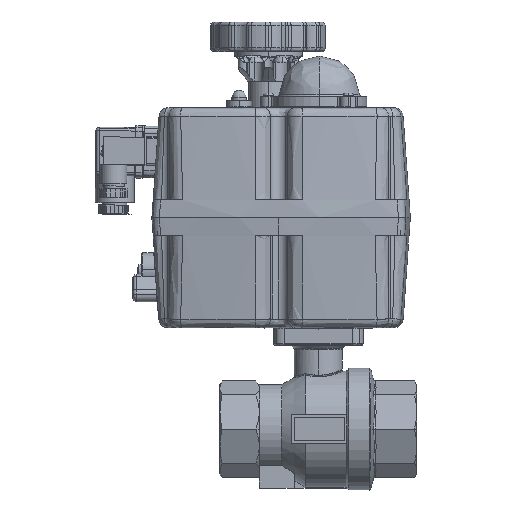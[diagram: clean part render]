
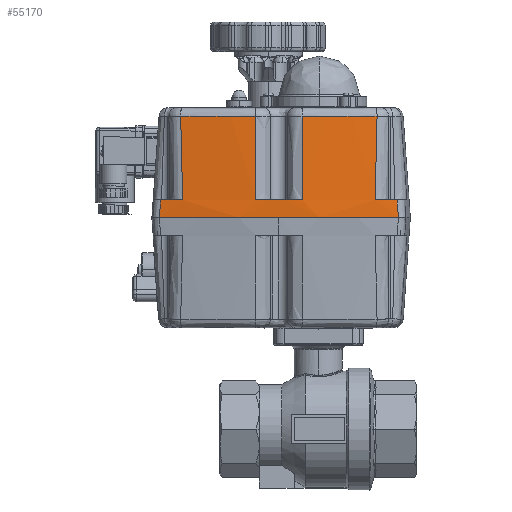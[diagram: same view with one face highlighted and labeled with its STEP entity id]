
A CAD part, top view. The second image highlights one B-rep face of the part: STEP entity #55170.
In plain terms, the highlighted conical face has half-angle 4 degrees and reference radius 403.75 mm.
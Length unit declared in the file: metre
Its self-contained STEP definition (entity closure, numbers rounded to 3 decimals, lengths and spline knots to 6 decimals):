
#1596 = EDGE_CURVE ( 'NONE', #108548, #111120, #69122, .T. ) ;
#2755 = CARTESIAN_POINT ( 'NONE',  ( -0.078647, 0.119432, 0.161851 ) ) ;
#4679 = VERTEX_POINT ( 'NONE', #111871 ) ;
#5267 = ORIENTED_EDGE ( 'NONE', *, *, #27940, .T. ) ;
#6965 = AXIS2_PLACEMENT_3D ( 'NONE', #20166, #119800, #41439 ) ;
#7205 = CARTESIAN_POINT ( 'NONE',  ( -0.065618, 0.072583, -0.237712 ) ) ;
#9154 = AXIS2_PLACEMENT_3D ( 'NONE', #7205, #51832, #96440 ) ;
#9601 = EDGE_LOOP ( 'NONE', ( #5267, #138424, #11592, #106113, #118356, #54711, #94857, #24134, #116301, #80263, #125477, #34077 ) ) ;
#9788 = CIRCLE ( 'NONE', #86872, 0.403051 ) ;
#10307 = CARTESIAN_POINT ( 'NONE',  ( -0.052589, 0.119432, 0.161851 ) ) ;
#11339 = DIRECTION ( 'NONE',  ( 0., -1., 0. ) ) ;
#11592 = ORIENTED_EDGE ( 'NONE', *, *, #17045, .T. ) ;
#12249 = CARTESIAN_POINT ( 'NONE',  ( -0.078646, 0.103815, 0.162943 ) ) ;
#14705 = EDGE_CURVE ( 'NONE', #73845, #29103, #130910, .T. ) ;
#14966 = CARTESIAN_POINT ( 'NONE',  ( -0.065618, 0.062583, -0.237712 ) ) ;
#15048 = EDGE_CURVE ( 'NONE', #138314, #42337, #129862, .T. ) ;
#17045 = EDGE_CURVE ( 'NONE', #4679, #58744, #123095, .T. ) ;
#20166 = CARTESIAN_POINT ( 'NONE',  ( -0.065618, 0.119432, -0.237712 ) ) ;
#21226 = DIRECTION ( 'NONE',  ( 1., 0., 0. ) ) ;
#24134 = ORIENTED_EDGE ( 'NONE', *, *, #92294, .T. ) ;
#24846 = CARTESIAN_POINT ( 'NONE',  ( -0.052589, 0.119432, 0.161851 ) ) ;
#27940 = EDGE_CURVE ( 'NONE', #103495, #30539, #104907, .T. ) ;
#29103 = VERTEX_POINT ( 'NONE', #73535 ) ;
#30096 = EDGE_CURVE ( 'NONE', #42337, #137709, #69931, .T. ) ;
#30539 = VERTEX_POINT ( 'NONE', #137761 ) ;
#33058 = B_SPLINE_CURVE_WITH_KNOTS ( 'NONE', 3,
 ( #41964, #54357, #108540, #97539 ),
 .UNSPECIFIED., .F., .F.,
 ( 4, 4 ),
 ( 0., 1. ),
 .UNSPECIFIED. ) ;
#34077 = ORIENTED_EDGE ( 'NONE', *, *, #79511, .T. ) ;
#35468 = CARTESIAN_POINT ( 'NONE',  ( -0.01123, 0.104863, 0.159375 ) ) ;
#36323 = CARTESIAN_POINT ( 'NONE',  ( -0.120528, 0.119432, 0.158274 ) ) ;
#38942 = EDGE_CURVE ( 'NONE', #58744, #77077, #75628, .T. ) ;
#38950 = CARTESIAN_POINT ( 'NONE',  ( 0.00079, 0.06925, 0.160067 ) ) ;
#39013 = CARTESIAN_POINT ( 'NONE',  ( 0.001219, 0.062583, 0.160468 ) ) ;
#41439 = DIRECTION ( 'NONE',  ( 1., 0., 0. ) ) ;
#41620 = CARTESIAN_POINT ( 'NONE',  ( -0.131984, 0.06925, 0.160074 ) ) ;
#41964 = CARTESIAN_POINT ( 'NONE',  ( -0.120528, 0.119432, 0.158274 ) ) ;
#42337 = VERTEX_POINT ( 'NONE', #2755 ) ;
#45970 = DIRECTION ( 'NONE',  ( 1., 0., 0. ) ) ;
#47867 = FACE_OUTER_BOUND ( 'NONE', #9601, .T. ) ;
#49920 = CARTESIAN_POINT ( 'NONE',  ( 0.001219, 0.062583, 0.160468 ) ) ;
#51532 = B_SPLINE_CURVE_WITH_KNOTS ( 'NONE', 3,
 ( #49920, #115796, #38950, #137774 ),
 .UNSPECIFIED., .F., .F.,
 ( 4, 4 ),
 ( 0., 1. ),
 .UNSPECIFIED. ) ;
#51832 = DIRECTION ( 'NONE',  ( 0., -1., 0. ) ) ;
#54357 = CARTESIAN_POINT ( 'NONE',  ( -0.120006, 0.104869, 0.159374 ) ) ;
#54630 = B_SPLINE_CURVE_WITH_KNOTS ( 'NONE', 3,
 ( #97203, #41620, #63565, #141915 ),
 .UNSPECIFIED., .F., .F.,
 ( 4, 4 ),
 ( 0., 1. ),
 .UNSPECIFIED. ) ;
#54711 = ORIENTED_EDGE ( 'NONE', *, *, #15048, .T. ) ;
#55170 = ADVANCED_FACE ( 'NONE', ( #47867 ), #136978, .T. ) ;
#57628 = CARTESIAN_POINT ( 'NONE',  ( -0.119432, 0.072583, 0.16173 ) ) ;
#58744 = VERTEX_POINT ( 'NONE', #10307 ) ;
#58878 = CARTESIAN_POINT ( 'NONE',  ( -0.010708, 0.119432, 0.158274 ) ) ;
#63182 = CARTESIAN_POINT ( 'NONE',  ( 0.000576, 0.072583, 0.159866 ) ) ;
#63233 = EDGE_CURVE ( 'NONE', #29103, #108548, #54630, .T. ) ;
#63565 = CARTESIAN_POINT ( 'NONE',  ( -0.13222, 0.065916, 0.160271 ) ) ;
#65972 = DIRECTION ( 'NONE',  ( 1., 0., 0. ) ) ;
#67785 = CARTESIAN_POINT ( 'NONE',  ( -0.078645, 0.072583, 0.165128 ) ) ;
#68727 = CARTESIAN_POINT ( 'NONE',  ( -0.052589, 0.088199, 0.164036 ) ) ;
#69122 = CIRCLE ( 'NONE', #87886, 0.40375 ) ;
#69931 = CIRCLE ( 'NONE', #6965, 0.399775 ) ;
#73535 = CARTESIAN_POINT ( 'NONE',  ( -0.131749, 0.072583, 0.159877 ) ) ;
#73845 = VERTEX_POINT ( 'NONE', #57628 ) ;
#75031 = EDGE_CURVE ( 'NONE', #77077, #138314, #9788, .T. ) ;
#75628 = B_SPLINE_CURVE_WITH_KNOTS ( 'NONE', 3,
 ( #24846, #123738, #68727, #102435 ),
 .UNSPECIFIED., .F., .F.,
 ( 4, 4 ),
 ( 0., 1. ),
 .UNSPECIFIED. ) ;
#77077 = VERTEX_POINT ( 'NONE', #142400 ) ;
#79511 = EDGE_CURVE ( 'NONE', #111120, #103495, #51532, .T. ) ;
#79527 = EDGE_CURVE ( 'NONE', #30539, #4679, #123036, .T. ) ;
#80263 = ORIENTED_EDGE ( 'NONE', *, *, #63233, .T. ) ;
#81482 = DIRECTION ( 'NONE',  ( 0., -1., 0. ) ) ;
#81493 = CARTESIAN_POINT ( 'NONE',  ( -0.011596, 0.089246, 0.160527 ) ) ;
#86872 = AXIS2_PLACEMENT_3D ( 'NONE', #133883, #144842, #45970 ) ;
#87886 = AXIS2_PLACEMENT_3D ( 'NONE', #96656, #141367, #21226 ) ;
#88650 = DIRECTION ( 'NONE',  ( 0., -1., 0. ) ) ;
#92294 = EDGE_CURVE ( 'NONE', #137709, #73845, #33058, .T. ) ;
#93990 = CARTESIAN_POINT ( 'NONE',  ( -0.011803, 0.072583, 0.16173 ) ) ;
#94857 = ORIENTED_EDGE ( 'NONE', *, *, #30096, .T. ) ;
#96440 = DIRECTION ( 'NONE',  ( 1., 0., 0. ) ) ;
#96656 = CARTESIAN_POINT ( 'NONE',  ( -0.065618, 0.062583, -0.237712 ) ) ;
#97203 = CARTESIAN_POINT ( 'NONE',  ( -0.131749, 0.072583, 0.159877 ) ) ;
#97539 = CARTESIAN_POINT ( 'NONE',  ( -0.119432, 0.072583, 0.16173 ) ) ;
#102435 = CARTESIAN_POINT ( 'NONE',  ( -0.05259, 0.072583, 0.165128 ) ) ;
#103495 = VERTEX_POINT ( 'NONE', #63182 ) ;
#104907 = CIRCLE ( 'NONE', #9154, 0.403051 ) ;
#106113 = ORIENTED_EDGE ( 'NONE', *, *, #38942, .T. ) ;
#106569 = AXIS2_PLACEMENT_3D ( 'NONE', #14966, #81482, #135764 ) ;
#108540 = CARTESIAN_POINT ( 'NONE',  ( -0.11964, 0.089253, 0.160526 ) ) ;
#108548 = VERTEX_POINT ( 'NONE', #119357 ) ;
#110878 = DIRECTION ( 'NONE',  ( 1., 0., 0. ) ) ;
#111120 = VERTEX_POINT ( 'NONE', #39013 ) ;
#111871 = CARTESIAN_POINT ( 'NONE',  ( -0.010708, 0.119432, 0.158274 ) ) ;
#112076 = CARTESIAN_POINT ( 'NONE',  ( -0.065618, 0.119432, -0.237712 ) ) ;
#112512 = CARTESIAN_POINT ( 'NONE',  ( -0.078646, 0.088199, 0.164036 ) ) ;
#115796 = CARTESIAN_POINT ( 'NONE',  ( 0.001005, 0.065916, 0.160267 ) ) ;
#116301 = ORIENTED_EDGE ( 'NONE', *, *, #14705, .T. ) ;
#118356 = ORIENTED_EDGE ( 'NONE', *, *, #75031, .T. ) ;
#119357 = CARTESIAN_POINT ( 'NONE',  ( -0.132455, 0.062583, 0.160468 ) ) ;
#119800 = DIRECTION ( 'NONE',  ( 0., -1., 0. ) ) ;
#120760 = AXIS2_PLACEMENT_3D ( 'NONE', #112076, #88650, #65972 ) ;
#122627 = CARTESIAN_POINT ( 'NONE',  ( -0.065618, 0.072583, -0.237712 ) ) ;
#123036 = B_SPLINE_CURVE_WITH_KNOTS ( 'NONE', 3,
 ( #93990, #81493, #35468, #58878 ),
 .UNSPECIFIED., .F., .F.,
 ( 4, 4 ),
 ( 0., 1. ),
 .UNSPECIFIED. ) ;
#123095 = CIRCLE ( 'NONE', #120760, 0.399775 ) ;
#123738 = CARTESIAN_POINT ( 'NONE',  ( -0.052589, 0.103815, 0.162943 ) ) ;
#125477 = ORIENTED_EDGE ( 'NONE', *, *, #1596, .T. ) ;
#129862 = B_SPLINE_CURVE_WITH_KNOTS ( 'NONE', 3,
 ( #67785, #112512, #12249, #139197 ),
 .UNSPECIFIED., .F., .F.,
 ( 4, 4 ),
 ( 0., 1. ),
 .UNSPECIFIED. ) ;
#130910 = CIRCLE ( 'NONE', #135533, 0.403051 ) ;
#133883 = CARTESIAN_POINT ( 'NONE',  ( -0.065618, 0.072583, -0.237712 ) ) ;
#135533 = AXIS2_PLACEMENT_3D ( 'NONE', #122627, #11339, #110878 ) ;
#135764 = DIRECTION ( 'NONE',  ( 0., 0., -1. ) ) ;
#136978 = CONICAL_SURFACE ( 'NONE', #106569, 0.40375, 0.07 ) ;
#137709 = VERTEX_POINT ( 'NONE', #36323 ) ;
#137761 = CARTESIAN_POINT ( 'NONE',  ( -0.011803, 0.072583, 0.16173 ) ) ;
#137774 = CARTESIAN_POINT ( 'NONE',  ( 0.000576, 0.072583, 0.159866 ) ) ;
#138314 = VERTEX_POINT ( 'NONE', #144500 ) ;
#138424 = ORIENTED_EDGE ( 'NONE', *, *, #79527, .T. ) ;
#139197 = CARTESIAN_POINT ( 'NONE',  ( -0.078647, 0.119432, 0.161851 ) ) ;
#141367 = DIRECTION ( 'NONE',  ( 0., 1., 0. ) ) ;
#141915 = CARTESIAN_POINT ( 'NONE',  ( -0.132455, 0.062583, 0.160468 ) ) ;
#142400 = CARTESIAN_POINT ( 'NONE',  ( -0.05259, 0.072583, 0.165128 ) ) ;
#144500 = CARTESIAN_POINT ( 'NONE',  ( -0.078645, 0.072583, 0.165128 ) ) ;
#144842 = DIRECTION ( 'NONE',  ( 0., -1., 0. ) ) ;
